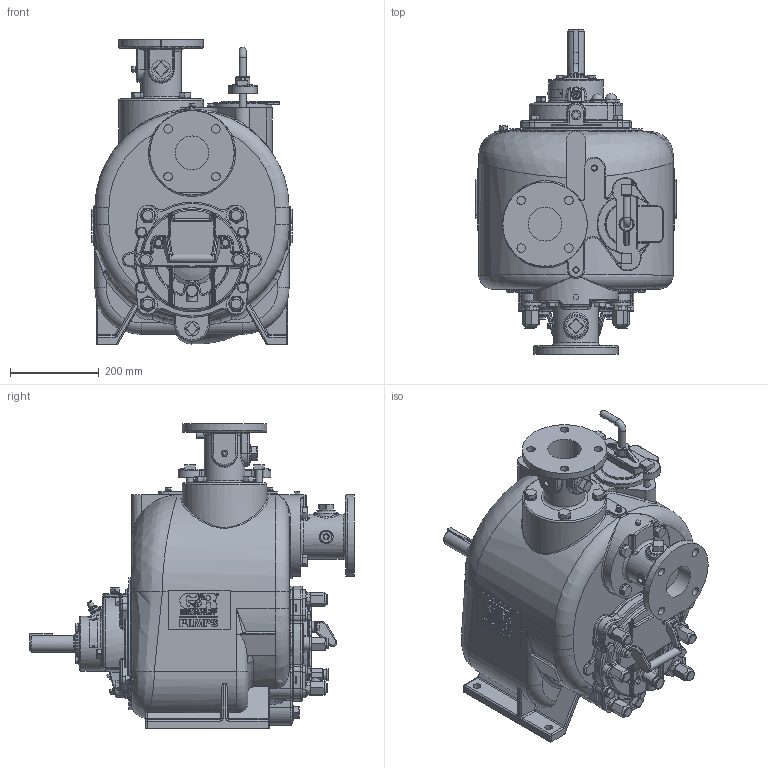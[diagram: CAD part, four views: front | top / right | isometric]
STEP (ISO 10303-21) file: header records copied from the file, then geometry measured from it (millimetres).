
FILE_DESCRIPTION(/* description */ ('Unknown'),/* implementation_level */ '2;1');
FILE_NAME(/* name */ '19029',/* time_stamp */ '2019-03-21T16:24:56-04:00',/* author */ ('Unknown'),/* organization */ ('Unknown'),/* preprocessor_version */ 'ST-DEVELOPER v16.7',/* originating_system */ 'DEX',/* authorisation */ $);
FILE_SCHEMA (('AUTOMOTIVE_DESIGN {1 0 10303 214 3 1 1}'));
Products named in the file (1): 19029
Bounding box: 452.88 x 732.67 x 686.71 mm (x, y, z)
Volume: 78807771.2 mm3; surface area: 1598373.1 mm2
Topology: 1 solids, 7 shells, 3177 faces, 7859 edges, 4775 vertices
Faces by surface type: plane 1296, cylinder 868, torus 486, bspline 398, sphere 88, cone 41
Full cylindrical faces by diameter (mm): 2.845 x2, 3.175 x2, 8.738 x1, 12.7 x5, 13.106 x4, 13.462 x2, 15.875 x5, 17.348 x6, 17.462 x4, 19.05 x9, 22.174 x8, 22.225 x6, 22.352 x4, 23.368 x1, 25.4 x5, 27.407 x8, 28.575 x4, 31.75 x2, 38.087 x1, 39.675 x1, 76.2 x3, 92.075 x1, 101.6 x1, 123.952 x2, 133.35 x1, 190.5 x2, 241.109 x1, 241.275 x1, 298.45 x1
Entity records: 122475 total; most frequent: CARTESIAN_POINT 26848, DIRECTION 15631, ORIENTED_EDGE 15036, EDGE_CURVE 7518, AXIS2_PLACEMENT_3D 5951, VERTEX_POINT 4692, LINE 3729, VECTOR 3729
